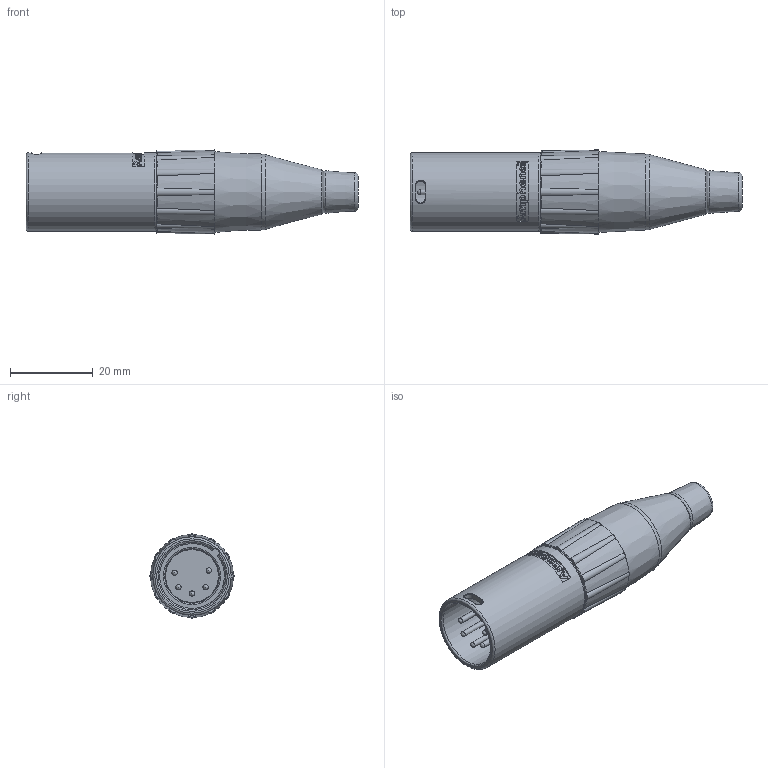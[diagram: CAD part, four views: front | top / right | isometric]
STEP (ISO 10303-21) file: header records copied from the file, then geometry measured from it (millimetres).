
FILE_DESCRIPTION(/* description */ (''),/* implementation_level */ '2;1');
FILE_NAME(/* name */ 'AC5M.stp',/* time_stamp */ '2017-08-28T14:21:12+10:00',/* author */ ('minh'),/* organization */ (''),/* preprocessor_version */ 'ST-DEVELOPER v16.1',/* originating_system */ 'Autodesk Inventor 2016',/* authorisation */ '');
FILE_SCHEMA (('AUTOMOTIVE_DESIGN { 1 0 10303 214 3 1 1 }'));
Length unit declared in the file: inch
Products named in the file (1): AC5M_Shrinkwrap_1
Bounding box: 80.48 x 20.39 x 20.39 mm (x, y, z)
Surface area: 10351.3 mm2 (no closed solid volume)
Topology: 0 solids, 22 shells, 222 faces, 832 edges, 617 vertices
Faces by surface type: cylinder 74, plane 69, bspline 42, cone 24, torus 13
Full cylindrical faces by diameter (mm): 1.27 x5, 4 x1, 7.4 x1, 7.9 x1, 8.4 x1, 8.5 x1, 10.3 x1, 10.6 x1, 16.2 x1, 16.5 x1, 17 x1, 19 x1
Entity records: 15626 total; most frequent: CARTESIAN_POINT 9119, ORIENTED_EDGE 1273, DIRECTION 1126, EDGE_CURVE 788, VERTEX_POINT 613, AXIS2_PLACEMENT_3D 459, B_SPLINE_CURVE_WITH_KNOTS 294, EDGE_LOOP 293
